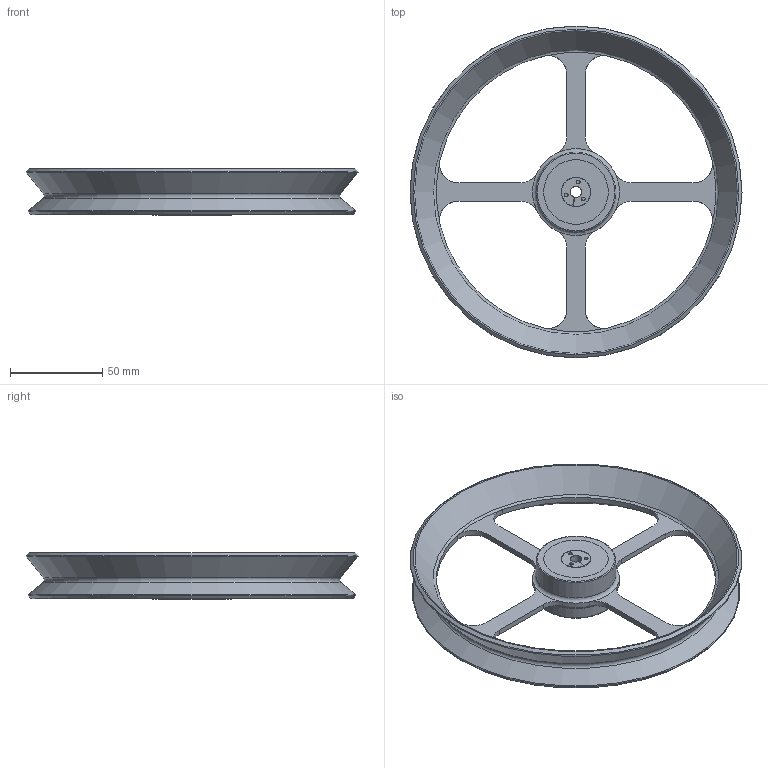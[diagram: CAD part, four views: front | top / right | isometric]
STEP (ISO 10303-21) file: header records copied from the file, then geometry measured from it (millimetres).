
FILE_DESCRIPTION(/* description */ (''),/* implementation_level */ '2;1');
FILE_NAME(/* name */ 'PNA160V090KL-E.stp',/* time_stamp */ '2024-04-17T11:38:35+02:00',/* author */ ('moritz.michaelis'),/* organization */ (''),/* preprocessor_version */ 'ST-DEVELOPER v20',/* originating_system */ 'Autodesk Inventor 2024',/* authorisation */ '');
FILE_SCHEMA (('CONFIG_CONTROL_DESIGN'));
Length unit declared in the file: millimetre
Products named in the file (7): Baugruppe1; NW125R; 61540600; 61540600_1; 61540600_2; 61540600_3; Hülse-Bar16-6
Assembly tree (8 placements, depth 3):
  Baugruppe1
    NW125R
    61540600
      61540600_1
      61540600_2
      61540600_3  x3
    Hülse-Bar16-6
Bounding box: 179.59 x 179.59 x 25.19 mm (x, y, z)
Volume: 81634.7 mm3; surface area: 55224.4 mm2
Topology: 7 solids, 7 shells, 138 faces, 335 edges, 209 vertices
Faces by surface type: plane 60, cylinder 45, torus 17, cone 16
Full cylindrical faces by diameter (mm): 2.013 x3, 2.5 x3, 2.7 x3, 4.5 x3, 16 x1, 35 x2, 43 x2
Entity records: 3786 total; most frequent: CARTESIAN_POINT 757, DIRECTION 648, ORIENTED_EDGE 554, EDGE_CURVE 277, AXIS2_PLACEMENT_3D 268, VERTEX_POINT 171, CIRCLE 143, EDGE_LOOP 128
